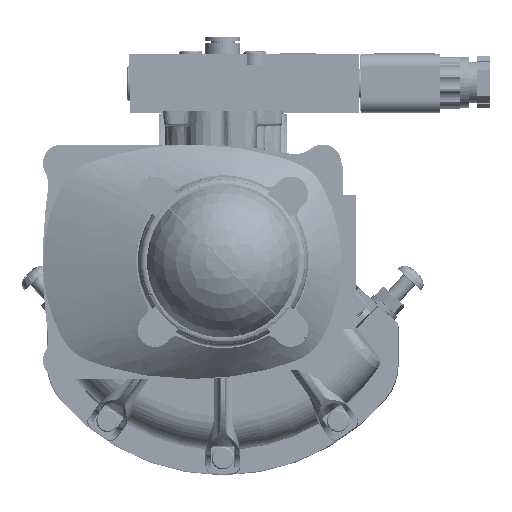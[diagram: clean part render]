
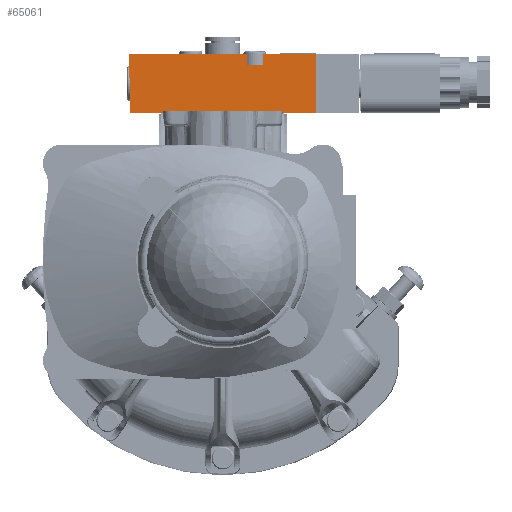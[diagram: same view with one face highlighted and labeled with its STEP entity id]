
A CAD part, top view. The second image highlights one B-rep face of the part: STEP entity #65061.
In plain terms, the highlighted face is planar.
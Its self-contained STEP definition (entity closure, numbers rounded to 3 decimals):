
#3076=LINE('',#109124,#7929);
#3080=LINE('',#109135,#7933);
#3084=LINE('',#109156,#7937);
#3085=LINE('',#109158,#7938);
#3086=LINE('',#109159,#7939);
#3087=LINE('',#109160,#7940);
#3088=LINE('',#109162,#7941);
#3089=LINE('',#109163,#7942);
#7929=VECTOR('',#77296,1000.);
#7933=VECTOR('',#77304,1000.);
#7937=VECTOR('',#77322,1000.);
#7938=VECTOR('',#77323,1000.);
#7939=VECTOR('',#77324,1000.);
#7940=VECTOR('',#77325,1000.);
#7941=VECTOR('',#77326,1000.);
#7942=VECTOR('',#77327,1000.);
#15576=FACE_OUTER_BOUND('',#19538,.T.);
#19538=EDGE_LOOP('',(#44236,#44237,#44238,#44239,#44240,#44241,#44242,#44243));
#26602=VERTEX_POINT('',#109122);
#26603=VERTEX_POINT('',#109123);
#26607=VERTEX_POINT('',#109133);
#26608=VERTEX_POINT('',#109134);
#26617=VERTEX_POINT('',#109154);
#26618=VERTEX_POINT('',#109155);
#26619=VERTEX_POINT('',#109157);
#26620=VERTEX_POINT('',#109161);
#33273=EDGE_CURVE('',#26602,#26603,#3076,.T.);
#33278=EDGE_CURVE('',#26607,#26608,#3080,.T.);
#33288=EDGE_CURVE('',#26617,#26618,#3084,.T.);
#33289=EDGE_CURVE('',#26619,#26617,#3085,.T.);
#33290=EDGE_CURVE('',#26603,#26619,#3086,.T.);
#33291=EDGE_CURVE('',#26608,#26602,#3087,.T.);
#33292=EDGE_CURVE('',#26620,#26607,#3088,.T.);
#33293=EDGE_CURVE('',#26620,#26618,#3089,.T.);
#44236=ORIENTED_EDGE('',*,*,#33288,.F.);
#44237=ORIENTED_EDGE('',*,*,#33289,.F.);
#44238=ORIENTED_EDGE('',*,*,#33290,.F.);
#44239=ORIENTED_EDGE('',*,*,#33273,.F.);
#44240=ORIENTED_EDGE('',*,*,#33291,.F.);
#44241=ORIENTED_EDGE('',*,*,#33278,.F.);
#44242=ORIENTED_EDGE('',*,*,#33292,.F.);
#44243=ORIENTED_EDGE('',*,*,#33293,.T.);
#61625=PLANE('',#69649);
#65061=ADVANCED_FACE('',(#15576),#61625,.F.);
#69649=AXIS2_PLACEMENT_3D('',#109153,#77320,#77321);
#77296=DIRECTION('',(0.,0.,1.));
#77304=DIRECTION('',(0.,0.,-1.));
#77320=DIRECTION('center_axis',(0.,-1.,0.));
#77321=DIRECTION('ref_axis',(0.,0.,
-1.));
#77322=DIRECTION('',(-1.,0.,0.));
#77323=DIRECTION('',(0.,0.,-1.));
#77324=DIRECTION('',(-1.,0.,0.));
#77325=DIRECTION('',(1.,0.,0.));
#77326=DIRECTION('',(-1.,0.,0.));
#77327=DIRECTION('',(0.,0.,-1.));
#109122=CARTESIAN_POINT('',(0.,20.,-11.));
#109123=CARTESIAN_POINT('',(0.,20.,11.));
#109124=CARTESIAN_POINT('',(0.,20.,-11.));
#109133=CARTESIAN_POINT('',(-70.,20.,11.));
#109134=CARTESIAN_POINT('',(-70.,20.,-11.));
#109135=CARTESIAN_POINT('',(-70.,20.,11.));
#109153=CARTESIAN_POINT('Origin',(-70.,20.,11.));
#109154=CARTESIAN_POINT('',(-44.,20.,7.));
#109155=CARTESIAN_POINT('',(-50.,20.,7.));
#109156=CARTESIAN_POINT('',(-44.,20.,7.));
#109157=CARTESIAN_POINT('',(-44.,20.,11.));
#109158=CARTESIAN_POINT('',(-44.,20.,11.));
#109159=CARTESIAN_POINT('',(0.,20.,11.));
#109160=CARTESIAN_POINT('',(-70.,20.,-11.));
#109161=CARTESIAN_POINT('',(-50.,20.,11.));
#109162=CARTESIAN_POINT('',(-50.,20.,11.));
#109163=CARTESIAN_POINT('',(-50.,20.,11.));
